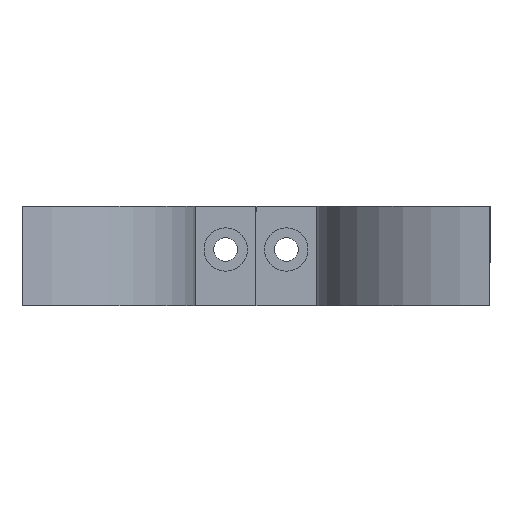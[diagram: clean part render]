
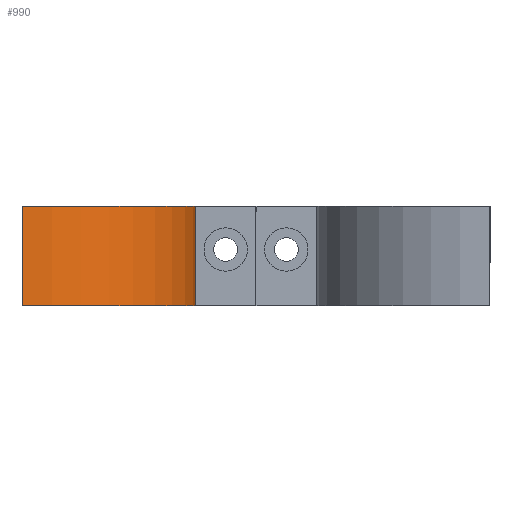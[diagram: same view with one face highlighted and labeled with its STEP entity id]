
A CAD part, left-side view. The second image highlights one B-rep face of the part: STEP entity #990.
In plain terms, the highlighted cylindrical face has radius 40 mm (diameter 80 mm), a partial arc.
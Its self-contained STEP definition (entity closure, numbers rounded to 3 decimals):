
#38=CYLINDRICAL_SURFACE('',#1073,40.);
#47=CIRCLE('',#1037,40.);
#61=CIRCLE('',#1074,40.);
#102=FACE_OUTER_BOUND('',#162,.T.);
#162=EDGE_LOOP('',(#777,#778,#779,#780));
#244=LINE('',#1556,#352);
#250=LINE('',#1570,#358);
#352=VECTOR('',#1233,10.);
#358=VECTOR('',#1251,10.);
#426=VERTEX_POINT('',#1427);
#427=VERTEX_POINT('',#1429);
#457=VERTEX_POINT('',#1555);
#459=VERTEX_POINT('',#1568);
#522=EDGE_CURVE('',#426,#427,#47,.T.);
#568=EDGE_CURVE('',#457,#427,#244,.T.);
#575=EDGE_CURVE('',#426,#459,#250,.T.);
#576=EDGE_CURVE('',#457,#459,#61,.T.);
#777=ORIENTED_EDGE('',*,*,#575,.T.);
#778=ORIENTED_EDGE('',*,*,#576,.F.);
#779=ORIENTED_EDGE('',*,*,#568,.T.);
#780=ORIENTED_EDGE('',*,*,#522,.F.);
#990=ADVANCED_FACE('',(#102),#38,.T.);
#1037=AXIS2_PLACEMENT_3D('',#1430,#1141,#1142);
#1073=AXIS2_PLACEMENT_3D('',#1571,#1252,#1253);
#1074=AXIS2_PLACEMENT_3D('',#1572,#1254,#1255);
#1141=DIRECTION('center_axis',(0.,0.,-1.));
#1142=DIRECTION('ref_axis',(-1.,0.,0.));
#1233=DIRECTION('',(0.,0.,-1.));
#1251=DIRECTION('',(0.,0.,1.));
#1252=DIRECTION('center_axis',(0.,0.,1.));
#1253=DIRECTION('ref_axis',(-1.,0.,0.));
#1254=DIRECTION('center_axis',(0.,0.,1.));
#1255=DIRECTION('ref_axis',(-1.,0.,0.));
#1427=CARTESIAN_POINT('',(-9.522,-0.121,-3.));
#1429=CARTESIAN_POINT('',(-49.522,39.879,-3.));
#1430=CARTESIAN_POINT('Origin',(-9.522,39.879,-3.));
#1555=CARTESIAN_POINT('',(-49.522,39.879,20.));
#1556=CARTESIAN_POINT('',(-49.522,39.879,0.));
#1568=CARTESIAN_POINT('',(-9.522,-0.121,20.));
#1570=CARTESIAN_POINT('',(-9.522,-0.121,0.));
#1571=CARTESIAN_POINT('Origin',(-9.522,39.879,0.));
#1572=CARTESIAN_POINT('Origin',(-9.522,39.879,20.));
